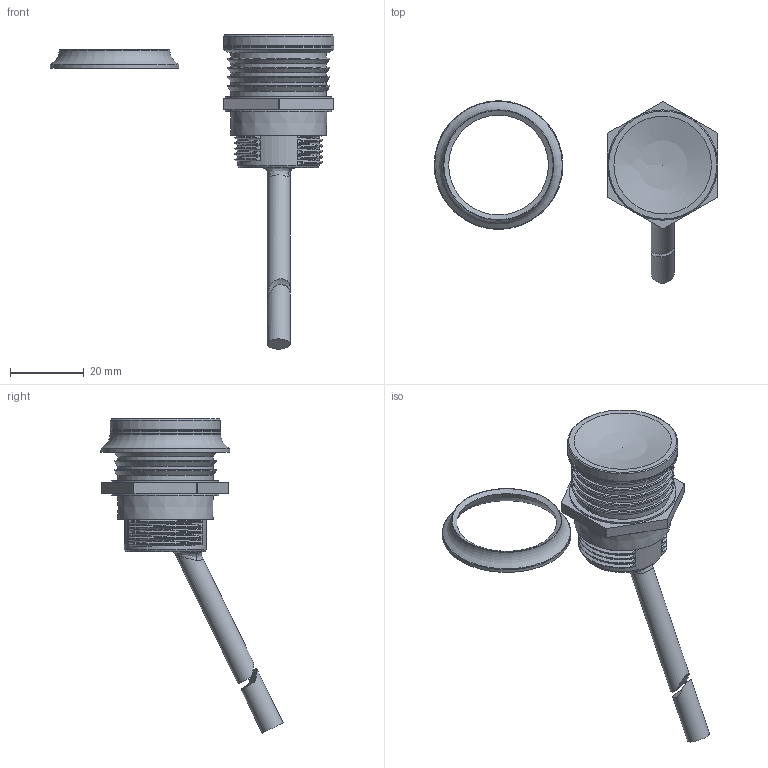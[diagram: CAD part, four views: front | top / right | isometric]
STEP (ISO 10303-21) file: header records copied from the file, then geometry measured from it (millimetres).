
FILE_DESCRIPTION (( 'STEP AP214' ), '1' );
FILE_NAME ('301000.0_HISAC_RFID-Reader_mit_Touchfunktion_Glasfront_2.STEP', '2023-03-21T13:49:07', ( '' ), ( '' ), 'SwSTEP 2.0', 'SolidWorks 2020', '' );
FILE_SCHEMA (( 'AUTOMOTIVE_DESIGN' ));
Length unit declared in the file: millimetre
Products named in the file (13): Leiterplatte (Front & Axial).STEP.STEP.STEP; Verguss.STEP.STEP.STEP; GH3010D_Dichtung.STEP.STEP.STEP; 301000.0_HISAC_RFID-Reader_mit_Touchfunktion_Glasfront_2; GH3010F06_Frontglas_Echtglasscheibe.STEP.STEP.STEP; Kabel-12-Adrig_neu.STEP.STEP.STEP; Etikett.STEP.STEP.STEP; 301000.0.STEP.STEP.STEP; GH3010DR_Distanzring.STEP; GH3010K30_Klebepad.STEP.STEP.STEP; 301000.0_HISAC_RFID-Reader_mit_Touchfunktion_Glasfront_2.STEP; GH3010G_Gehaeuse.STEP.STEP.STEP; GH3010S_Sechskantmutter.STEP.STEP.STEP
Assembly tree (12 placements, depth 5):
  301000.0_HISAC_RFID-Reader_mit_Touchfunktion_Glasfront_2
    301000.0_HISAC_RFID-Reader_mit_Touchfunktion_Glasfront_2.STEP
      301000.0.STEP.STEP.STEP
        Leiterplatte (Front & Axial).STEP.STEP.STEP
          Kabel-12-Adrig_neu.STEP.STEP.STEP
        GH3010G_Gehaeuse.STEP.STEP.STEP
        Verguss.STEP.STEP.STEP
        GH3010F06_Frontglas_Echtglasscheibe.STEP.STEP.STEP
        GH3010S_Sechskantmutter.STEP.STEP.STEP
        GH3010D_Dichtung.STEP.STEP.STEP
        GH3010K30_Klebepad.STEP.STEP.STEP
        Etikett.STEP.STEP.STEP
      GH3010DR_Distanzring.STEP
Bounding box: 77.12 x 49.5 x 85.41 mm (x, y, z)
Volume: 21776.8 mm3; surface area: 17401.3 mm2
Topology: 21 solids, 21 shells, 531 faces, 1258 edges, 820 vertices
Faces by surface type: plane 200, bspline 160, cylinder 140, cone 17, torus 13, sphere 1
Full cylindrical faces by diameter (mm): 0.6 x12, 1 x24, 4.5 x1, 6.3 x2, 22.35 x1, 26 x5, 29 x2, 30 x3
Entity records: 101299 total; most frequent: CARTESIAN_POINT 89718, ORIENTED_EDGE 2182, DIRECTION 1814, EDGE_CURVE 1091, VERTEX_POINT 764, EDGE_LOOP 711, AXIS2_PLACEMENT_3D 706, FACE_OUTER_BOUND 610
